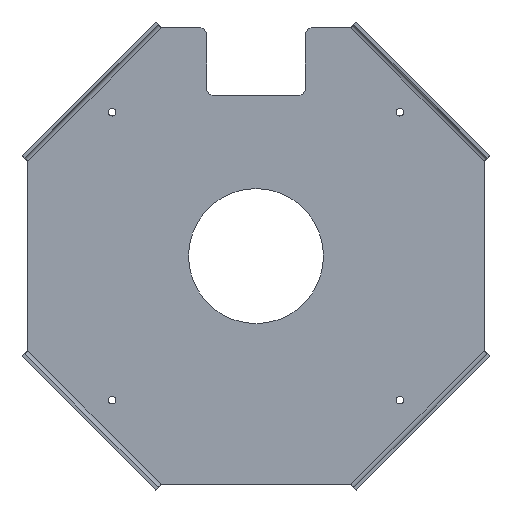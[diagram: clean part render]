
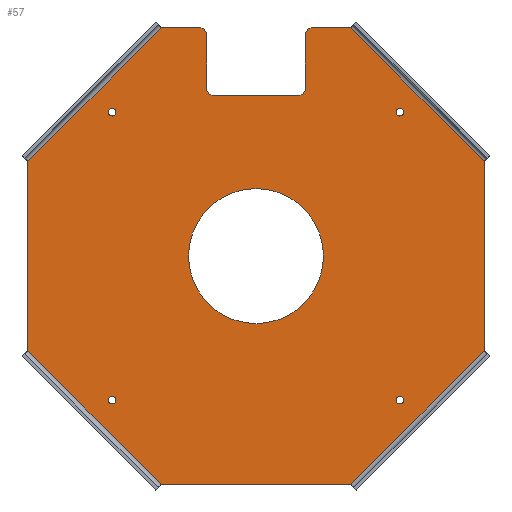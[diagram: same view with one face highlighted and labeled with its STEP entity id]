
A CAD part, top view. The second image highlights one B-rep face of the part: STEP entity #57.
In plain terms, the highlighted planar face has unit normal (0, 0, 1).
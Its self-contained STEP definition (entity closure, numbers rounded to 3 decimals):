
#21 = EDGE_CURVE('',#22,#24,#26,.T.);
#22 = VERTEX_POINT('',#23);
#23 = CARTESIAN_POINT('',(-50.,203.,-78.));
#24 = VERTEX_POINT('',#25);
#25 = CARTESIAN_POINT('',(-84.085,203.,-78.));
#26 = LINE('',#27,#28);
#27 = CARTESIAN_POINT('',(84.085,203.,-78.));
#28 = VECTOR('',#29,1.);
#29 = DIRECTION('',(-1.,0.,0.));
#57 = ADVANCED_FACE('',(#58,#183,#194,#205,#216,#227),#238,.T.);
#58 = FACE_BOUND('',#59,.T.);
#59 = EDGE_LOOP('',(#60,#61,#69,#77,#85,#93,#101,#109,#117,#125,#134,
    #142,#151,#159,#168,#176));
#60 = ORIENTED_EDGE('',*,*,#21,.T.);
#61 = ORIENTED_EDGE('',*,*,#62,.T.);
#62 = EDGE_CURVE('',#24,#63,#65,.T.);
#63 = VERTEX_POINT('',#64);
#64 = CARTESIAN_POINT('',(-203.,84.085,-78.));
#65 = LINE('',#66,#67);
#66 = CARTESIAN_POINT('',(-84.085,203.,-78.));
#67 = VECTOR('',#68,1.);
#68 = DIRECTION('',(-0.707,-0.707,0.));
#69 = ORIENTED_EDGE('',*,*,#70,.T.);
#70 = EDGE_CURVE('',#63,#71,#73,.T.);
#71 = VERTEX_POINT('',#72);
#72 = CARTESIAN_POINT('',(-203.,-84.085,-78.));
#73 = LINE('',#74,#75);
#74 = CARTESIAN_POINT('',(-203.,84.085,-78.));
#75 = VECTOR('',#76,1.);
#76 = DIRECTION('',(0.,-1.,0.));
#77 = ORIENTED_EDGE('',*,*,#78,.T.);
#78 = EDGE_CURVE('',#71,#79,#81,.T.);
#79 = VERTEX_POINT('',#80);
#80 = CARTESIAN_POINT('',(-84.085,-203.,-78.));
#81 = LINE('',#82,#83);
#82 = CARTESIAN_POINT('',(-203.,-84.085,-78.));
#83 = VECTOR('',#84,1.);
#84 = DIRECTION('',(0.707,-0.707,0.));
#85 = ORIENTED_EDGE('',*,*,#86,.T.);
#86 = EDGE_CURVE('',#79,#87,#89,.T.);
#87 = VERTEX_POINT('',#88);
#88 = CARTESIAN_POINT('',(84.085,-203.,-78.));
#89 = LINE('',#90,#91);
#90 = CARTESIAN_POINT('',(-84.085,-203.,-78.));
#91 = VECTOR('',#92,1.);
#92 = DIRECTION('',(1.,0.,0.));
#93 = ORIENTED_EDGE('',*,*,#94,.T.);
#94 = EDGE_CURVE('',#87,#95,#97,.T.);
#95 = VERTEX_POINT('',#96);
#96 = CARTESIAN_POINT('',(203.,-84.085,-78.));
#97 = LINE('',#98,#99);
#98 = CARTESIAN_POINT('',(84.085,-203.,-78.));
#99 = VECTOR('',#100,1.);
#100 = DIRECTION('',(0.707,0.707,0.));
#101 = ORIENTED_EDGE('',*,*,#102,.T.);
#102 = EDGE_CURVE('',#95,#103,#105,.T.);
#103 = VERTEX_POINT('',#104);
#104 = CARTESIAN_POINT('',(203.,84.085,-78.));
#105 = LINE('',#106,#107);
#106 = CARTESIAN_POINT('',(203.,-84.085,-78.));
#107 = VECTOR('',#108,1.);
#108 = DIRECTION('',(0.,1.,0.));
#109 = ORIENTED_EDGE('',*,*,#110,.T.);
#110 = EDGE_CURVE('',#103,#111,#113,.T.);
#111 = VERTEX_POINT('',#112);
#112 = CARTESIAN_POINT('',(84.085,203.,-78.));
#113 = LINE('',#114,#115);
#114 = CARTESIAN_POINT('',(203.,84.085,-78.));
#115 = VECTOR('',#116,1.);
#116 = DIRECTION('',(-0.707,0.707,0.));
#117 = ORIENTED_EDGE('',*,*,#118,.T.);
#118 = EDGE_CURVE('',#111,#119,#121,.T.);
#119 = VERTEX_POINT('',#120);
#120 = CARTESIAN_POINT('',(50.,203.,-78.));
#121 = LINE('',#122,#123);
#122 = CARTESIAN_POINT('',(84.085,203.,-78.));
#123 = VECTOR('',#124,1.);
#124 = DIRECTION('',(-1.,0.,0.));
#125 = ORIENTED_EDGE('',*,*,#126,.F.);
#126 = EDGE_CURVE('',#127,#119,#129,.T.);
#127 = VERTEX_POINT('',#128);
#128 = CARTESIAN_POINT('',(44.,197.,-78.));
#129 = CIRCLE('',#130,6.);
#130 = AXIS2_PLACEMENT_3D('',#131,#132,#133);
#131 = CARTESIAN_POINT('',(50.,197.,-78.));
#132 = DIRECTION('',(0.,0.,-1.));
#133 = DIRECTION('',(0.,1.,0.));
#134 = ORIENTED_EDGE('',*,*,#135,.F.);
#135 = EDGE_CURVE('',#136,#127,#138,.T.);
#136 = VERTEX_POINT('',#137);
#137 = CARTESIAN_POINT('',(44.,149.,-78.));
#138 = LINE('',#139,#140);
#139 = CARTESIAN_POINT('',(44.,143.,-78.));
#140 = VECTOR('',#141,1.);
#141 = DIRECTION('',(0.,1.,0.));
#142 = ORIENTED_EDGE('',*,*,#143,.F.);
#143 = EDGE_CURVE('',#144,#136,#146,.T.);
#144 = VERTEX_POINT('',#145);
#145 = CARTESIAN_POINT('',(38.,143.,-78.));
#146 = CIRCLE('',#147,6.);
#147 = AXIS2_PLACEMENT_3D('',#148,#149,#150);
#148 = CARTESIAN_POINT('',(38.,149.,-78.));
#149 = DIRECTION('',(0.,-0.,1.));
#150 = DIRECTION('',(0.,1.,0.));
#151 = ORIENTED_EDGE('',*,*,#152,.F.);
#152 = EDGE_CURVE('',#153,#144,#155,.T.);
#153 = VERTEX_POINT('',#154);
#154 = CARTESIAN_POINT('',(-38.,143.,-78.));
#155 = LINE('',#156,#157);
#156 = CARTESIAN_POINT('',(-44.,143.,-78.));
#157 = VECTOR('',#158,1.);
#158 = DIRECTION('',(1.,0.,0.));
#159 = ORIENTED_EDGE('',*,*,#160,.F.);
#160 = EDGE_CURVE('',#161,#153,#163,.T.);
#161 = VERTEX_POINT('',#162);
#162 = CARTESIAN_POINT('',(-44.,149.,-78.));
#163 = CIRCLE('',#164,6.);
#164 = AXIS2_PLACEMENT_3D('',#165,#166,#167);
#165 = CARTESIAN_POINT('',(-38.,149.,-78.));
#166 = DIRECTION('',(0.,-0.,1.));
#167 = DIRECTION('',(0.,1.,0.));
#168 = ORIENTED_EDGE('',*,*,#169,.F.);
#169 = EDGE_CURVE('',#170,#161,#172,.T.);
#170 = VERTEX_POINT('',#171);
#171 = CARTESIAN_POINT('',(-44.,197.,-78.));
#172 = LINE('',#173,#174);
#173 = CARTESIAN_POINT('',(-44.,203.,-78.));
#174 = VECTOR('',#175,1.);
#175 = DIRECTION('',(0.,-1.,0.));
#176 = ORIENTED_EDGE('',*,*,#177,.F.);
#177 = EDGE_CURVE('',#22,#170,#178,.T.);
#178 = CIRCLE('',#179,6.);
#179 = AXIS2_PLACEMENT_3D('',#180,#181,#182);
#180 = CARTESIAN_POINT('',(-50.,197.,-78.));
#181 = DIRECTION('',(0.,0.,-1.));
#182 = DIRECTION('',(0.,1.,0.));
#183 = FACE_BOUND('',#184,.T.);
#184 = EDGE_LOOP('',(#185));
#185 = ORIENTED_EDGE('',*,*,#186,.F.);
#186 = EDGE_CURVE('',#187,#187,#189,.T.);
#187 = VERTEX_POINT('',#188);
#188 = CARTESIAN_POINT('',(-124.486,-127.986,-78.));
#189 = CIRCLE('',#190,3.5);
#190 = AXIS2_PLACEMENT_3D('',#191,#192,#193);
#191 = CARTESIAN_POINT('',(-127.986,-127.986,-78.));
#192 = DIRECTION('',(0.,0.,1.));
#193 = DIRECTION('',(1.,0.,0.));
#194 = FACE_BOUND('',#195,.T.);
#195 = EDGE_LOOP('',(#196));
#196 = ORIENTED_EDGE('',*,*,#197,.F.);
#197 = EDGE_CURVE('',#198,#198,#200,.T.);
#198 = VERTEX_POINT('',#199);
#199 = CARTESIAN_POINT('',(60.,0.,-78.));
#200 = CIRCLE('',#201,60.);
#201 = AXIS2_PLACEMENT_3D('',#202,#203,#204);
#202 = CARTESIAN_POINT('',(0.,0.,-78.));
#203 = DIRECTION('',(0.,0.,1.));
#204 = DIRECTION('',(1.,0.,0.));
#205 = FACE_BOUND('',#206,.T.);
#206 = EDGE_LOOP('',(#207));
#207 = ORIENTED_EDGE('',*,*,#208,.F.);
#208 = EDGE_CURVE('',#209,#209,#211,.T.);
#209 = VERTEX_POINT('',#210);
#210 = CARTESIAN_POINT('',(131.486,-127.986,-78.));
#211 = CIRCLE('',#212,3.5);
#212 = AXIS2_PLACEMENT_3D('',#213,#214,#215);
#213 = CARTESIAN_POINT('',(127.986,-127.986,-78.));
#214 = DIRECTION('',(0.,0.,1.));
#215 = DIRECTION('',(1.,0.,0.));
#216 = FACE_BOUND('',#217,.T.);
#217 = EDGE_LOOP('',(#218));
#218 = ORIENTED_EDGE('',*,*,#219,.F.);
#219 = EDGE_CURVE('',#220,#220,#222,.T.);
#220 = VERTEX_POINT('',#221);
#221 = CARTESIAN_POINT('',(-124.486,127.986,-78.));
#222 = CIRCLE('',#223,3.5);
#223 = AXIS2_PLACEMENT_3D('',#224,#225,#226);
#224 = CARTESIAN_POINT('',(-127.986,127.986,-78.));
#225 = DIRECTION('',(0.,0.,1.));
#226 = DIRECTION('',(1.,0.,0.));
#227 = FACE_BOUND('',#228,.T.);
#228 = EDGE_LOOP('',(#229));
#229 = ORIENTED_EDGE('',*,*,#230,.F.);
#230 = EDGE_CURVE('',#231,#231,#233,.T.);
#231 = VERTEX_POINT('',#232);
#232 = CARTESIAN_POINT('',(131.486,127.986,-78.));
#233 = CIRCLE('',#234,3.5);
#234 = AXIS2_PLACEMENT_3D('',#235,#236,#237);
#235 = CARTESIAN_POINT('',(127.986,127.986,-78.));
#236 = DIRECTION('',(0.,0.,1.));
#237 = DIRECTION('',(1.,0.,0.));
#238 = PLANE('',#239);
#239 = AXIS2_PLACEMENT_3D('',#240,#241,#242);
#240 = CARTESIAN_POINT('',(0.,0.,-78.));
#241 = DIRECTION('',(0.,0.,1.));
#242 = DIRECTION('',(1.,0.,0.));
